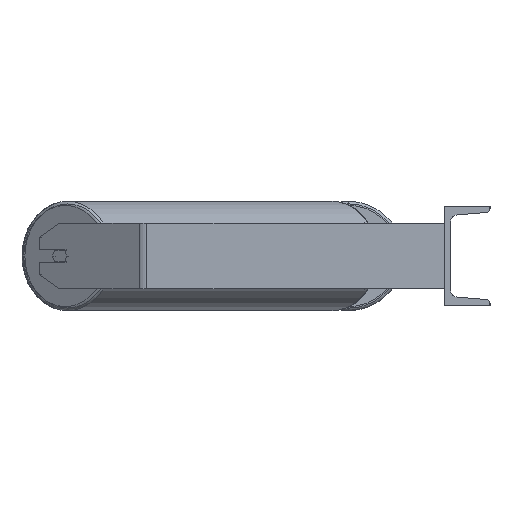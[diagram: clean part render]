
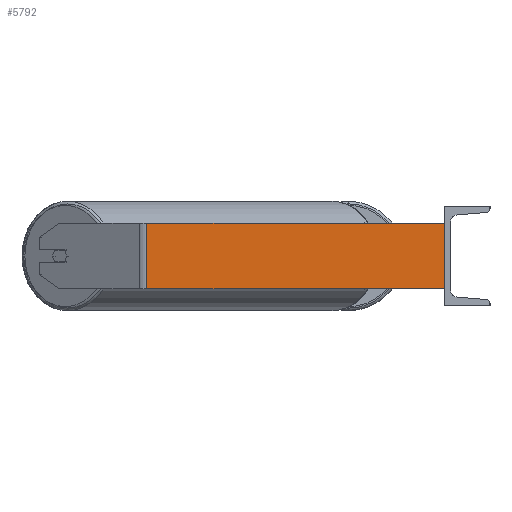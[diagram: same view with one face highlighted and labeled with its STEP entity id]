
A CAD part, left-side view. The second image highlights one B-rep face of the part: STEP entity #5792.
In plain terms, the highlighted planar face has unit normal (-1, 0, 0).
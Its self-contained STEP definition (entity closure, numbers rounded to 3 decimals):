
#273 = CARTESIAN_POINT ( 'NONE',  ( -885., 0., 40. ) ) ;
#738 = DIRECTION ( 'NONE',  ( 0., -1., 0. ) ) ;
#873 = DIRECTION ( 'NONE',  ( 0., 1., 0. ) ) ;
#1197 = VERTEX_POINT ( 'NONE', #6929 ) ;
#1228 = CARTESIAN_POINT ( 'NONE',  ( -885., 362.013, 40. ) ) ;
#1376 = FACE_OUTER_BOUND ( 'NONE', #6724, .T. ) ;
#1642 = CARTESIAN_POINT ( 'NONE',  ( -885., 367.058, 40. ) ) ;
#1673 = LINE ( 'NONE', #273, #4330 ) ;
#2202 = ORIENTED_EDGE ( 'NONE', *, *, #5919, .T. ) ;
#2234 = EDGE_CURVE ( 'NONE', #1197, #5546, #4135, .T. ) ;
#2743 = DIRECTION ( 'NONE',  ( 0., 0., -1. ) ) ;
#2744 = ORIENTED_EDGE ( 'NONE', *, *, #2234, .F. ) ;
#3005 = ORIENTED_EDGE ( 'NONE', *, *, #6694, .F. ) ;
#3321 = VECTOR ( 'NONE', #738, 1000. ) ;
#3562 = CARTESIAN_POINT ( 'NONE',  ( -885., 367.058, -40. ) ) ;
#4135 = LINE ( 'NONE', #4189, #6872 ) ;
#4189 = CARTESIAN_POINT ( 'NONE',  ( -885., 367.058, 40. ) ) ;
#4330 = VECTOR ( 'NONE', #7959, 1000. ) ;
#4392 = CARTESIAN_POINT ( 'NONE',  ( -885., 362.013, -40. ) ) ;
#4921 = ORIENTED_EDGE ( 'NONE', *, *, #6075, .T. ) ;
#5546 = VERTEX_POINT ( 'NONE', #8574 ) ;
#5792 = ADVANCED_FACE ( 'NONE', ( #1376 ), #7842, .F. ) ;
#5919 = EDGE_CURVE ( 'NONE', #1197, #7463, #7562, .T. ) ;
#5944 = AXIS2_PLACEMENT_3D ( 'NONE', #1642, #7880, #873 ) ;
#6075 = EDGE_CURVE ( 'NONE', #7463, #6292, #6923, .T. ) ;
#6292 = VERTEX_POINT ( 'NONE', #8778 ) ;
#6694 = EDGE_CURVE ( 'NONE', #5546, #6292, #1673, .T. ) ;
#6724 = EDGE_LOOP ( 'NONE', ( #4921, #3005, #2744, #2202 ) ) ;
#6872 = VECTOR ( 'NONE', #6952, 1000. ) ;
#6923 = LINE ( 'NONE', #3562, #3321 ) ;
#6929 = CARTESIAN_POINT ( 'NONE',  ( -885., 362.013, 40. ) ) ;
#6952 = DIRECTION ( 'NONE',  ( 0., -1., 0. ) ) ;
#7463 = VERTEX_POINT ( 'NONE', #4392 ) ;
#7562 = LINE ( 'NONE', #1228, #8535 ) ;
#7842 = PLANE ( 'NONE',  #5944 ) ;
#7880 = DIRECTION ( 'NONE',  ( 1., 0., 0. ) ) ;
#7959 = DIRECTION ( 'NONE',  ( 0., 0., -1. ) ) ;
#8535 = VECTOR ( 'NONE', #2743, 1000. ) ;
#8574 = CARTESIAN_POINT ( 'NONE',  ( -885., 0., 40. ) ) ;
#8778 = CARTESIAN_POINT ( 'NONE',  ( -885., 0., -40. ) ) ;
